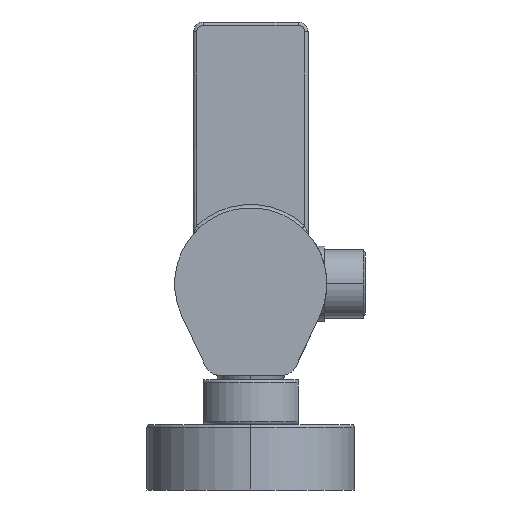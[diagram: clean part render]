
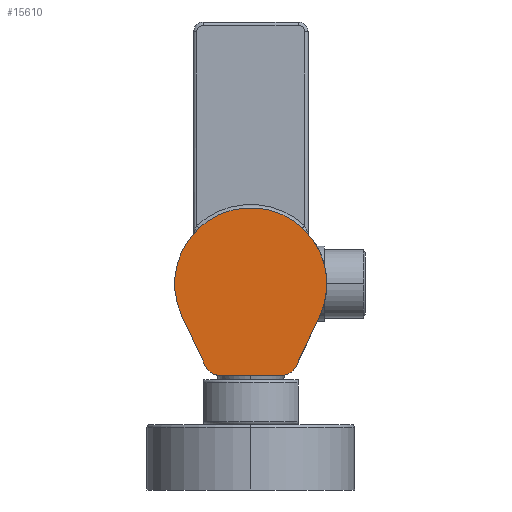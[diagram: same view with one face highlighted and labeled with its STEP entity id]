
A CAD part, left-side view. The second image highlights one B-rep face of the part: STEP entity #15610.
In plain terms, the highlighted planar face has unit normal (-1, 0, 0).
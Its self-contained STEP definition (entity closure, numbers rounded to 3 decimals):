
#5243=CARTESIAN_POINT('',(-112.,9.33,-23.));
#5244=DIRECTION('',(-1.,0.,0.));
#5245=DIRECTION('',(0.,0.904,-0.427));
#5246=AXIS2_PLACEMENT_3D('',#5243,#5244,#5245);
#5248=DIRECTION('',(0.,0.427,0.904));
#5249=VECTOR('',#5248,16.822);
#5250=CARTESIAN_POINT('',(-112.,13.852,-25.133));
#5251=LINE('',#5250,#5249);
#5252=CARTESIAN_POINT('',(-112.,0.,0.));
#5253=DIRECTION('',(1.,0.,0.));
#5254=DIRECTION('',(0.,0.904,-0.427));
#5255=AXIS2_PLACEMENT_3D('',#5252,#5253,#5254);
#5257=DIRECTION('',(0.,0.427,-0.904));
#5258=VECTOR('',#5257,16.822);
#5259=CARTESIAN_POINT('',(-112.,-21.028,-9.918));
#5260=LINE('',#5259,#5258);
#5261=CARTESIAN_POINT('',(-112.,-9.33,-23.));
#5262=DIRECTION('',(-1.,0.,0.));
#5263=DIRECTION('',(0.,0.,-1.));
#5264=AXIS2_PLACEMENT_3D('',#5261,#5262,#5263);
#5266=DIRECTION('',(0.,1.,0.));
#5267=VECTOR('',#5266,18.66);
#5268=CARTESIAN_POINT('',(-112.,-9.33,-28.));
#5269=LINE('',#5268,#5267);
#6393=CARTESIAN_POINT('',(-112.,21.028,-9.918));
#6394=CARTESIAN_POINT('',(-112.,-21.028,-9.918));
#6395=VERTEX_POINT('',#6393);
#6396=VERTEX_POINT('',#6394);
#6401=CARTESIAN_POINT('',(-112.,13.852,-25.133));
#6402=CARTESIAN_POINT('',(-112.,9.33,-28.));
#6403=VERTEX_POINT('',#6401);
#6404=VERTEX_POINT('',#6402);
#6409=CARTESIAN_POINT('',(-112.,-9.33,-28.));
#6410=CARTESIAN_POINT('',(-112.,-13.852,-25.133));
#6411=VERTEX_POINT('',#6409);
#6412=VERTEX_POINT('',#6410);
#15593=CARTESIAN_POINT('',(-112.,0.,0.));
#15594=DIRECTION('',(1.,0.,0.));
#15595=DIRECTION('',(0.,0.,-1.));
#15596=AXIS2_PLACEMENT_3D('',#15593,#15594,#15595);
#15597=PLANE('',#15596);
#15598=ORIENTED_EDGE('',*,*,#15507,.F.);
#15600=ORIENTED_EDGE('',*,*,#15599,.T.);
#15602=ORIENTED_EDGE('',*,*,#15601,.T.);
#15604=ORIENTED_EDGE('',*,*,#15603,.T.);
#15606=ORIENTED_EDGE('',*,*,#15605,.F.);
#15607=ORIENTED_EDGE('',*,*,#15579,.T.);
#15608=EDGE_LOOP('',(#15598,#15600,#15602,#15604,#15606,#15607));
#15609=FACE_OUTER_BOUND('',#15608,.F.);
#15610=ADVANCED_FACE('',(#15609),#15597,.F.);
#5247=CIRCLE('',#5246,5.);
#5256=CIRCLE('',#5255,23.25);
#5265=CIRCLE('',#5264,5.);
#15507=EDGE_CURVE('',#6403,#6404,#5247,.T.);
#15579=EDGE_CURVE('',#6411,#6404,#5269,.T.);
#15599=EDGE_CURVE('',#6403,#6395,#5251,.T.);
#15601=EDGE_CURVE('',#6395,#6396,#5256,.T.);
#15603=EDGE_CURVE('',#6396,#6412,#5260,.T.);
#15605=EDGE_CURVE('',#6411,#6412,#5265,.T.);
